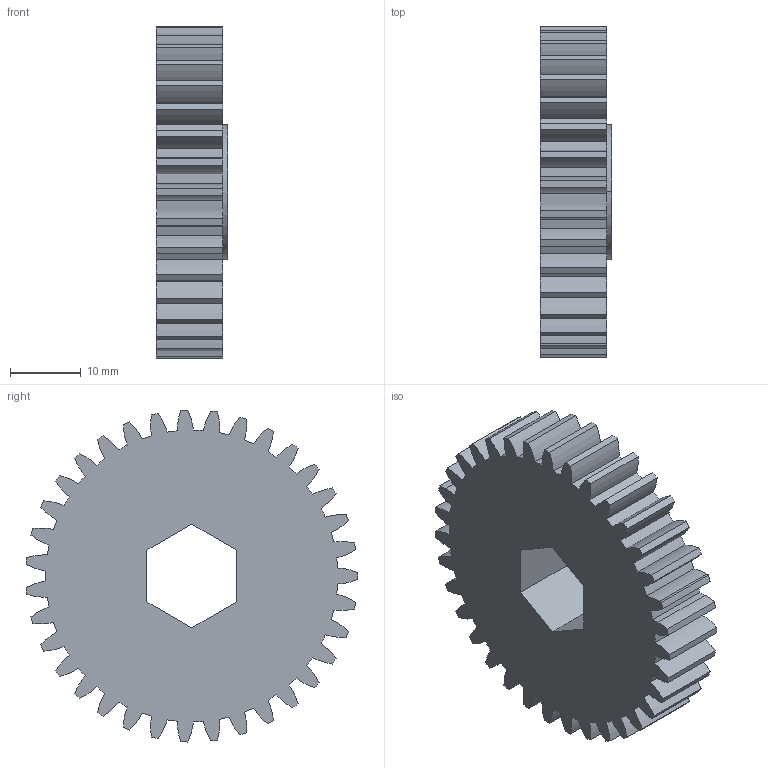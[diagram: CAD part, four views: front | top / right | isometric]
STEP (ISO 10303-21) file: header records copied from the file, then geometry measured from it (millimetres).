
FILE_DESCRIPTION (( 'STEP AP203' ), '1' );
FILE_NAME ('am-3329 35T 20dp 500h.STEP', '2023-02-24T16:44:27', ( '' ), ( '' ), 'SwSTEP 2.0', 'SolidWorks 2022', '' );
FILE_SCHEMA (( 'CONFIG_CONTROL_DESIGN' ));
Length unit declared in the file: inch
Products named in the file (1): am-3329 35T 20dp 500h
Bounding box: 10.16 x 46.93 x 46.98 mm (x, y, z)
Volume: 13140.7 mm3; surface area: 5994.8 mm2
Topology: 1 solids, 1 shells, 155 faces, 456 edges, 304 vertices
Faces by surface type: cylinder 146, plane 9
Entity records: 5425 total; most frequent: DIRECTION 1060, CARTESIAN_POINT 916, ORIENTED_EDGE 912, EDGE_CURVE 456, AXIS2_PLACEMENT_3D 448, VERTEX_POINT 304, CIRCLE 292, LINE 164
